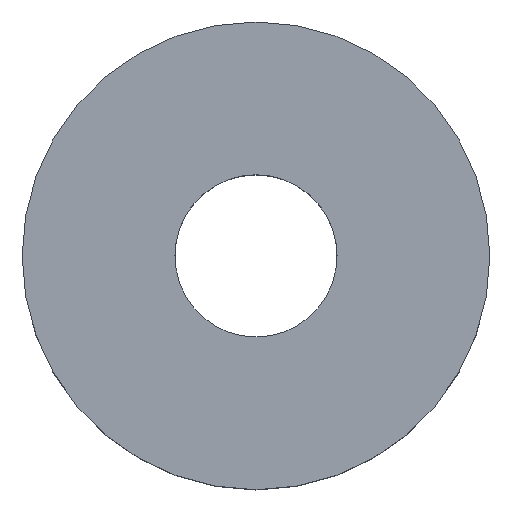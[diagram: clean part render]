
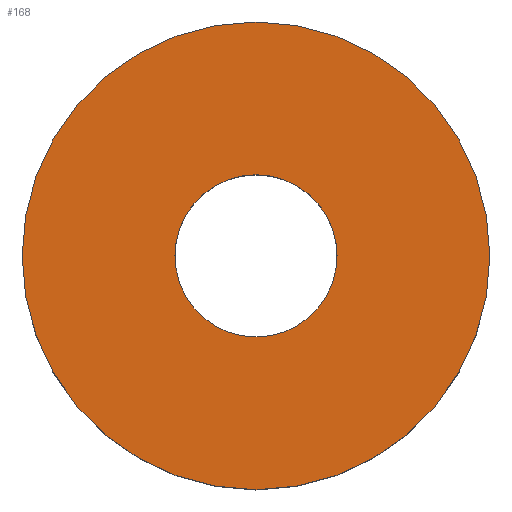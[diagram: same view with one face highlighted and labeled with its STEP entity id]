
A CAD part, top view. The second image highlights one B-rep face of the part: STEP entity #168.
In plain terms, the highlighted planar face has unit normal (0, 0, 1).
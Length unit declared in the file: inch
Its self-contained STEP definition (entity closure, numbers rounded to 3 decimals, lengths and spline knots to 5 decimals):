
#18 = DIRECTION ( 'NONE',  ( 1., 0., 0. ) ) ;
#19 = DIRECTION ( 'NONE',  ( 0., 0., 1. ) ) ;
#23 = CARTESIAN_POINT ( 'NONE',  ( 0., 0., 0.25 ) ) ;
#24 = DIRECTION ( 'NONE',  ( 1., 0., 0. ) ) ;
#25 = DIRECTION ( 'NONE',  ( 0., 0., 1. ) ) ;
#26 = CARTESIAN_POINT ( 'NONE',  ( 0., 0., 0.25 ) ) ;
#30 = DIRECTION ( 'NONE',  ( 1., 0., 0. ) ) ;
#32 = EDGE_LOOP ( 'NONE', ( #97, #95 ) ) ;
#34 = PLANE ( 'NONE',  #176 ) ;
#35 = CARTESIAN_POINT ( 'NONE',  ( 0., 0., 0.25 ) ) ;
#36 = DIRECTION ( 'NONE',  ( 0., 0., 1. ) ) ;
#44 = DIRECTION ( 'NONE',  ( 0., 0., 1. ) ) ;
#45 = DIRECTION ( 'NONE',  ( 1., 0., 0. ) ) ;
#48 = CARTESIAN_POINT ( 'NONE',  ( 0., 0., 0.25 ) ) ;
#49 = DIRECTION ( 'NONE',  ( 1., 0., 0. ) ) ;
#50 = DIRECTION ( 'NONE',  ( 0., 0., 1. ) ) ;
#51 = CARTESIAN_POINT ( 'NONE',  ( 0., 0., 0.25 ) ) ;
#68 = CARTESIAN_POINT ( 'NONE',  ( -0.375, 0., 0.25 ) ) ;
#69 = CARTESIAN_POINT ( 'NONE',  ( 0.375, 0., 0.25 ) ) ;
#71 = CARTESIAN_POINT ( 'NONE',  ( 0.13, 0., 0.25 ) ) ;
#72 = CARTESIAN_POINT ( 'NONE',  ( -0.13, 0., 0.25 ) ) ;
#73 = VERTEX_POINT ( 'NONE', #72 ) ;
#74 = VERTEX_POINT ( 'NONE', #71 ) ;
#76 = VERTEX_POINT ( 'NONE', #69 ) ;
#77 = VERTEX_POINT ( 'NONE', #68 ) ;
#83 = ORIENTED_EDGE ( 'NONE', *, *, #203, .F. ) ;
#95 = ORIENTED_EDGE ( 'NONE', *, *, #163, .T. ) ;
#96 = ORIENTED_EDGE ( 'NONE', *, *, #165, .F. ) ;
#97 = ORIENTED_EDGE ( 'NONE', *, *, #201, .T. ) ;
#107 = EDGE_LOOP ( 'NONE', ( #83, #96 ) ) ;
#127 = AXIS2_PLACEMENT_3D ( 'NONE', #48, #44, #45 ) ;
#132 = AXIS2_PLACEMENT_3D ( 'NONE', #51, #50, #49 ) ;
#163 = EDGE_CURVE ( 'NONE', #76, #77, #222, .T. ) ;
#165 = EDGE_CURVE ( 'NONE', #74, #73, #221, .T. ) ;
#168 = ADVANCED_FACE ( 'NONE', ( #171, #174 ), #34, .T. ) ;
#169 = AXIS2_PLACEMENT_3D ( 'NONE', #23, #19, #18 ) ;
#171 = FACE_OUTER_BOUND ( 'NONE', #32, .T. ) ;
#174 = FACE_BOUND ( 'NONE', #107, .T. ) ;
#176 = AXIS2_PLACEMENT_3D ( 'NONE', #35, #36, #30 ) ;
#177 = AXIS2_PLACEMENT_3D ( 'NONE', #26, #25, #24 ) ;
#201 = EDGE_CURVE ( 'NONE', #77, #76, #212, .T. ) ;
#203 = EDGE_CURVE ( 'NONE', #73, #74, #215, .T. ) ;
#212 = CIRCLE ( 'NONE', #177, 0.375 ) ;
#215 = CIRCLE ( 'NONE', #169, 0.13 ) ;
#221 = CIRCLE ( 'NONE', #127, 0.13 ) ;
#222 = CIRCLE ( 'NONE', #132, 0.375 ) ;
